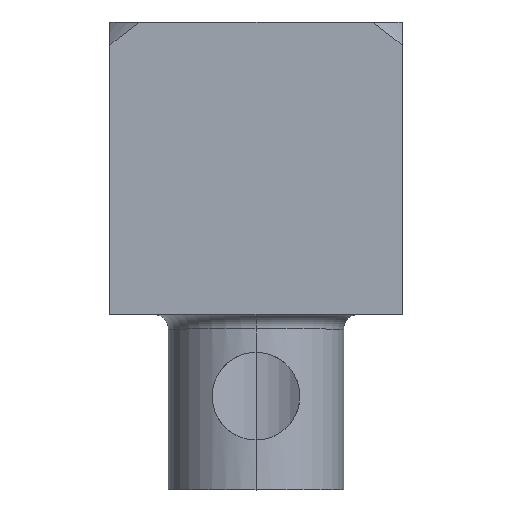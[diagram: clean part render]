
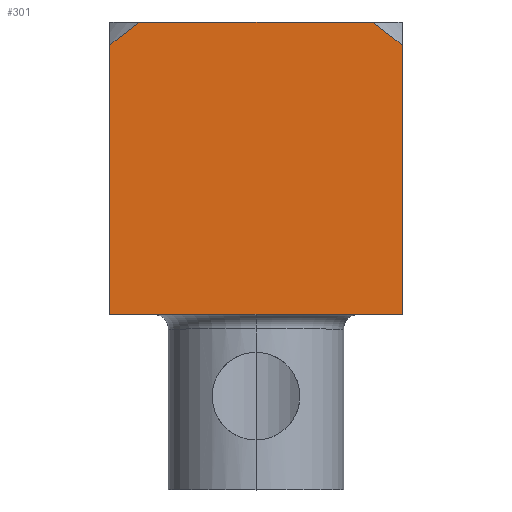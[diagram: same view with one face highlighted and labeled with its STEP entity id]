
A CAD part, top view. The second image highlights one B-rep face of the part: STEP entity #301.
In plain terms, the highlighted planar face has unit normal (0, 0, 1).
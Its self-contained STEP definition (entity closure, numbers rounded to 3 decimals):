
#177 = AXIS2_PLACEMENT_3D ( 'NONE', #1139, #1146, #1147 ) ;
#301 = ADVANCED_FACE ( 'NONE', ( #1142 ), #1143, .T. ) ;
#413 = EDGE_CURVE ( 'NONE', #870, #871, #1596, .T. ) ;
#414 = EDGE_CURVE ( 'NONE', #871, #873, #4072, .T. ) ;
#415 = EDGE_CURVE ( 'NONE', #872, #873, #1603, .T. ) ;
#416 = EDGE_CURVE ( 'NONE', #872, #875, #4073, .T. ) ;
#417 = EDGE_CURVE ( 'NONE', #844, #875, #1610, .T. ) ;
#418 = EDGE_CURVE ( 'NONE', #844, #870, #1608, .T. ) ;
#844 = VERTEX_POINT ( 'NONE', #3850 ) ;
#870 = VERTEX_POINT ( 'NONE', #3874 ) ;
#871 = VERTEX_POINT ( 'NONE', #3875 ) ;
#872 = VERTEX_POINT ( 'NONE', #3876 ) ;
#873 = VERTEX_POINT ( 'NONE', #3877 ) ;
#875 = VERTEX_POINT ( 'NONE', #3879 ) ;
#1139 = CARTESIAN_POINT ( 'NONE',  ( -2.5, -5.5, 0. ) ) ;
#1142 = FACE_OUTER_BOUND ( 'NONE', #2326, .T. ) ;
#1143 = PLANE ( 'NONE',  #177 ) ;
#1146 = DIRECTION ( 'NONE',  ( 0., 0., 1. ) ) ;
#1147 = DIRECTION ( 'NONE',  ( 0., 1., 0. ) ) ;
#1582 = CARTESIAN_POINT ( 'NONE',  ( -2.162, 2.374, 0. ) ) ;
#1584 = CARTESIAN_POINT ( 'NONE',  ( 2.162, 2.374, 0. ) ) ;
#1596 = LINE ( 'NONE', #1598, #1863 ) ;
#1597 = CARTESIAN_POINT ( 'NONE',  ( 2.332, 2.244, 0. ) ) ;
#1598 = CARTESIAN_POINT ( 'NONE',  ( 2.5, -5.5, 0. ) ) ;
#1599 = DIRECTION ( 'NONE',  ( 0., 1., 0. ) ) ;
#1600 = CARTESIAN_POINT ( 'NONE',  ( -2.332, 2.243, 0. ) ) ;
#1601 = CARTESIAN_POINT ( 'NONE',  ( 2.5, 2.11, 0. ) ) ;
#1602 = CARTESIAN_POINT ( 'NONE',  ( 1.988, 2.5, 0. ) ) ;
#1603 = LINE ( 'NONE', #1604, #1864 ) ;
#1604 = CARTESIAN_POINT ( 'NONE',  ( -2.5, 2.5, 0. ) ) ;
#1605 = DIRECTION ( 'NONE',  ( 1., 0., 0. ) ) ;
#1607 = CARTESIAN_POINT ( 'NONE',  ( -1.988, 2.5, 0. ) ) ;
#1608 = LINE ( 'NONE', #1614, #1862 ) ;
#1609 = CARTESIAN_POINT ( 'NONE',  ( -2.5, 2.11, 0. ) ) ;
#1610 = LINE ( 'NONE', #1612, #1865 ) ;
#1612 = CARTESIAN_POINT ( 'NONE',  ( -2.5, -5.5, 0. ) ) ;
#1613 = DIRECTION ( 'NONE',  ( 0., 1., 0. ) ) ;
#1614 = CARTESIAN_POINT ( 'NONE',  ( 0., -2.5, 0. ) ) ;
#1615 = DIRECTION ( 'NONE',  ( 1., 0., 0. ) ) ;
#1862 = VECTOR ( 'NONE', #1615, 1000. ) ;
#1863 = VECTOR ( 'NONE', #1599, 1000. ) ;
#1864 = VECTOR ( 'NONE', #1605, 1000. ) ;
#1865 = VECTOR ( 'NONE', #1613, 1000. ) ;
#2326 = EDGE_LOOP ( 'NONE', ( #4251, #4253, #4285, #4388, #4387, #4456 ) ) ;
#3850 = CARTESIAN_POINT ( 'NONE',  ( -2.5, -2.5, 0. ) ) ;
#3874 = CARTESIAN_POINT ( 'NONE',  ( 2.5, -2.5, 0. ) ) ;
#3875 = CARTESIAN_POINT ( 'NONE',  ( 2.5, 2.11, 0. ) ) ;
#3876 = CARTESIAN_POINT ( 'NONE',  ( -1.988, 2.5, 0. ) ) ;
#3877 = CARTESIAN_POINT ( 'NONE',  ( 1.988, 2.5, 0. ) ) ;
#3879 = CARTESIAN_POINT ( 'NONE',  ( -2.5, 2.11, 0. ) ) ;
#4072 = B_SPLINE_CURVE_WITH_KNOTS ( 'NONE', 3,
 ( #1601, #1597, #1584, #1602 ),
 .UNSPECIFIED., .F., .F.,
 ( 4, 4 ),
 ( 0.004, 0.005 ),
 .UNSPECIFIED. ) ;
#4073 = B_SPLINE_CURVE_WITH_KNOTS ( 'NONE', 3,
 ( #1607, #1582, #1600, #1609 ),
 .UNSPECIFIED., .F., .F.,
 ( 4, 4 ),
 ( 0.009, 0.01 ),
 .UNSPECIFIED. ) ;
#4251 = ORIENTED_EDGE ( 'NONE', *, *, #413, .T. ) ;
#4253 = ORIENTED_EDGE ( 'NONE', *, *, #414, .T. ) ;
#4285 = ORIENTED_EDGE ( 'NONE', *, *, #415, .F. ) ;
#4387 = ORIENTED_EDGE ( 'NONE', *, *, #417, .F. ) ;
#4388 = ORIENTED_EDGE ( 'NONE', *, *, #416, .T. ) ;
#4456 = ORIENTED_EDGE ( 'NONE', *, *, #418, .T. ) ;
